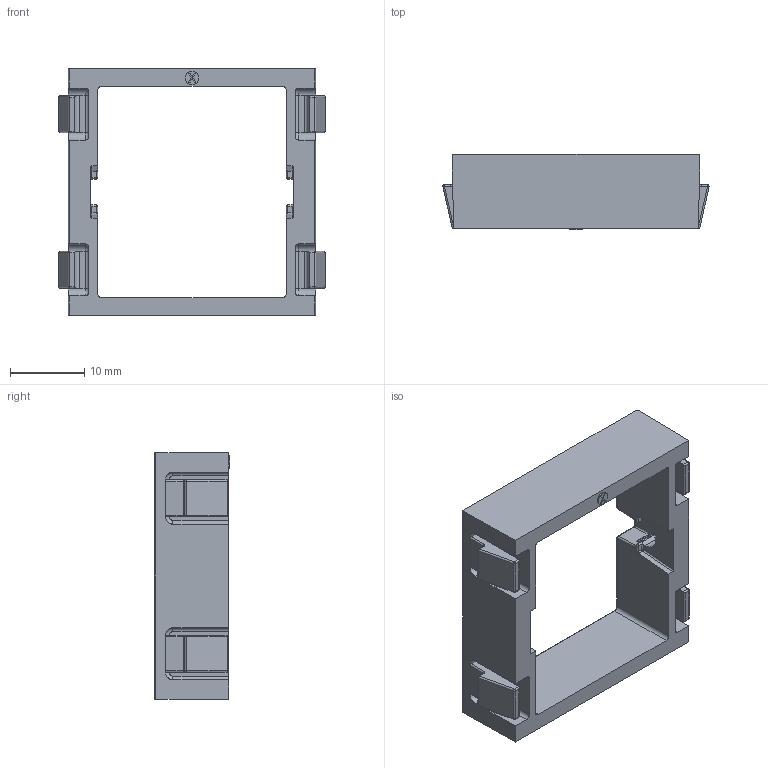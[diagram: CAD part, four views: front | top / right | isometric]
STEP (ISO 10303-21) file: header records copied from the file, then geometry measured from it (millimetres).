
FILE_DESCRIPTION (( 'STEP AP214' ), '1' );
FILE_NAME ('062ACR2874.33.STEP', '2021-09-29T11:01:35', ( '' ), ( '' ), 'SwSTEP 2.0', 'SolidWorks 2021', '' );
FILE_SCHEMA (( 'AUTOMOTIVE_DESIGN' ));
Length unit declared in the file: millimetre
Products named in the file (1): 062ACR2874.33
Bounding box: 35.9 x 10.15 x 33.3 mm (x, y, z)
Volume: 3204.9 mm3; surface area: 3828.2 mm2
Topology: 1 solids, 1 shells, 358 faces, 889 edges, 495 vertices
Faces by surface type: cylinder 154, plane 102, sphere 38, torus 36, bspline 28
Entity records: 10935 total; most frequent: CARTESIAN_POINT 2862, DIRECTION 1720, ORIENTED_EDGE 1698, EDGE_CURVE 849, AXIS2_PLACEMENT_3D 648, VERTEX_POINT 495, VECTOR 424, LINE 424
